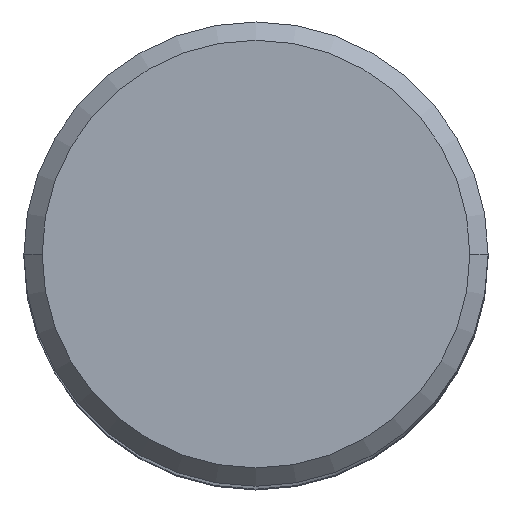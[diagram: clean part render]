
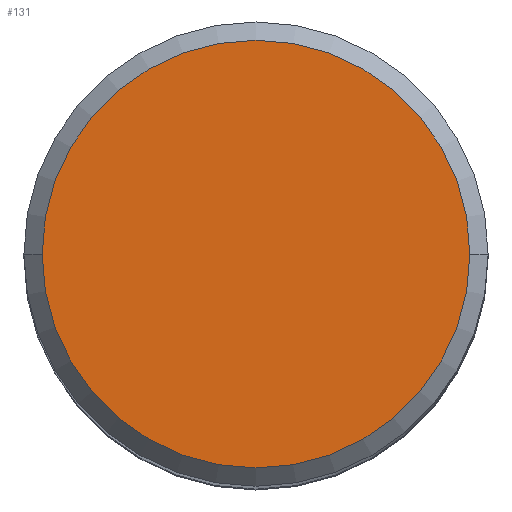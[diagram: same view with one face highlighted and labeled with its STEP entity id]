
A CAD part, top view. The second image highlights one B-rep face of the part: STEP entity #131.
In plain terms, the highlighted planar face has unit normal (0, 0, 1).
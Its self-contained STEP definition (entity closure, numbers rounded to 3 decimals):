
#32=PLANE('',#1098);
#131=ADVANCED_FACE('',(#209),#32,.F.);
#209=FACE_OUTER_BOUND('',#267,.T.);
#267=EDGE_LOOP('',(#479,#480,#481,#482));
#479=ORIENTED_EDGE('',*,*,#707,.F.);
#480=ORIENTED_EDGE('',*,*,#708,.F.);
#481=ORIENTED_EDGE('',*,*,#706,.F.);
#482=ORIENTED_EDGE('',*,*,#705,.F.);
#587=VERTEX_POINT('',#2412);
#588=VERTEX_POINT('',#2414);
#589=VERTEX_POINT('',#2416);
#590=VERTEX_POINT('',#2420);
#705=EDGE_CURVE('',#588,#589,#837,.T.);
#706=EDGE_CURVE('',#589,#587,#838,.T.);
#707=EDGE_CURVE('',#590,#588,#839,.T.);
#708=EDGE_CURVE('',#587,#590,#840,.T.);
#837=CIRCLE('',#1093,11.7);
#838=CIRCLE('',#1094,11.7);
#839=CIRCLE('',#1096,11.7);
#840=CIRCLE('',#1097,11.7);
#1093=AXIS2_PLACEMENT_3D('',#2415,#1312,#1313);
#1094=AXIS2_PLACEMENT_3D('',#2417,#1314,#1315);
#1096=AXIS2_PLACEMENT_3D('',#2419,#1318,#1319);
#1097=AXIS2_PLACEMENT_3D('',#2421,#1320,#1321);
#1098=AXIS2_PLACEMENT_3D('',#2422,#1322,#1323);
#1312=DIRECTION('',(0.,0.,-1.));
#1313=DIRECTION('',(1.,0.,0.));
#1314=DIRECTION('',(0.,0.,-1.));
#1315=DIRECTION('',(0.,-1.,0.));
#1318=DIRECTION('',(0.,0.,-1.));
#1319=DIRECTION('',(0.,1.,0.));
#1320=DIRECTION('',(0.,0.,-1.));
#1321=DIRECTION('',(-1.,0.,0.));
#1322=DIRECTION('',(0.,0.,-1.));
#1323=DIRECTION('',(1.,0.,0.));
#2412=CARTESIAN_POINT('',(-11.7,0.,43.656));
#2414=CARTESIAN_POINT('',(11.7,0.,43.656));
#2415=CARTESIAN_POINT('',(0.,0.,43.656));
#2416=CARTESIAN_POINT('',(0.,-11.7,43.656));
#2417=CARTESIAN_POINT('',(0.,0.,43.656));
#2419=CARTESIAN_POINT('',(0.,0.,43.656));
#2420=CARTESIAN_POINT('',(0.,11.7,43.656));
#2421=CARTESIAN_POINT('',(0.,0.,43.656));
#2422=CARTESIAN_POINT('',(0.,0.,43.656));
